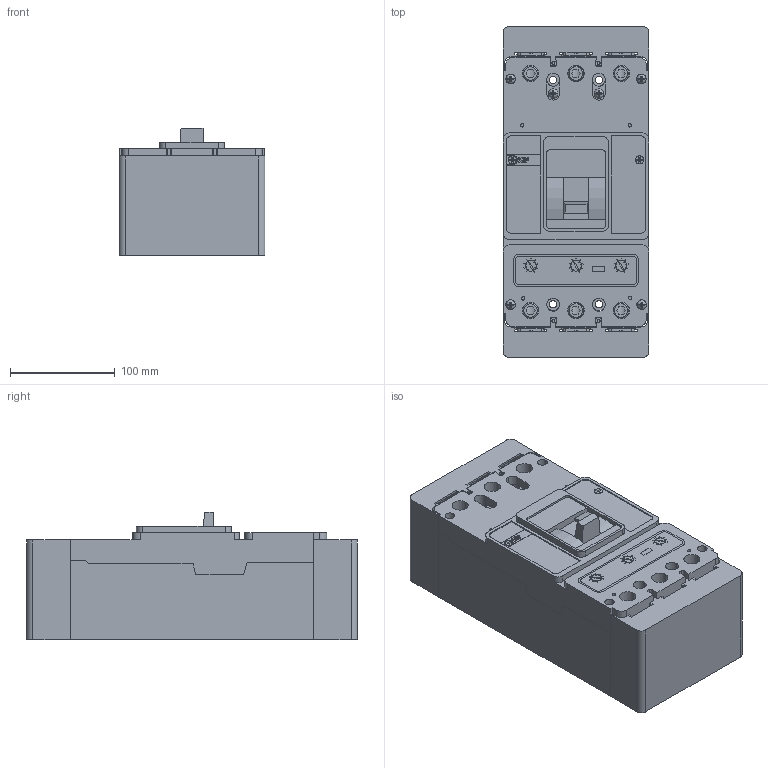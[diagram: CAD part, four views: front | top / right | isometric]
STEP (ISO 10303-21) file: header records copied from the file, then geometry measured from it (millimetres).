
FILE_DESCRIPTION (( 'STEP AP214' ), '1' );
FILE_NAME ('K3P-250-UVDC.STEP', '2013-11-07T12:41:58', ( '' ), ( '' ), 'SwSTEP 2.0', 'SolidWorks 2013', '' );
FILE_SCHEMA (( 'AUTOMOTIVE_DESIGN' ));
Length unit declared in the file: millimetre
Products named in the file (1): K3P-250-UVDC
Bounding box: 139.43 x 316.14 x 122.17 mm (x, y, z)
Volume: 3548402 mm3; surface area: 560289.3 mm2
Topology: 56 solids, 56 shells, 1374 faces, 3658 edges, 2408 vertices
Faces by surface type: plane 956, cylinder 327, cone 60, bspline 19, torus 12
Entity records: 58198 total; most frequent: CARTESIAN_POINT 9554, ORIENTED_EDGE 7316, DIRECTION 7020, EDGE_CURVE 3658, LINE 2712, VECTOR 2712, VERTEX_POINT 2408, AXIS2_PLACEMENT_3D 2154
